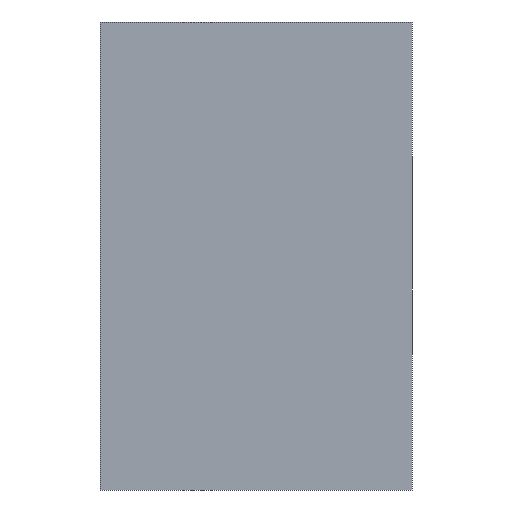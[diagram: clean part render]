
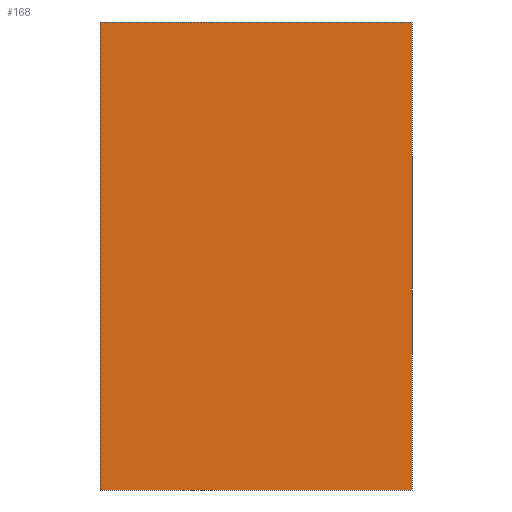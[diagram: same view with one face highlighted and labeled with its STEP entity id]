
A CAD part, front view. The second image highlights one B-rep face of the part: STEP entity #168.
In plain terms, the highlighted planar face has unit normal (0, -1, 0).
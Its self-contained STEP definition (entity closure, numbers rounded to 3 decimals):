
#1 = PLANE ( 'NONE',  #139 ) ;
#18 = CARTESIAN_POINT ( 'NONE',  ( 50.8, 0., -76.2 ) ) ;
#24 = CARTESIAN_POINT ( 'NONE',  ( 0., 0., -76.2 ) ) ;
#43 = CARTESIAN_POINT ( 'NONE',  ( 0., 0., -76.2 ) ) ;
#44 = DIRECTION ( 'NONE',  ( 0., 0., -1. ) ) ;
#46 = DIRECTION ( 'NONE',  ( 0., -1., 0. ) ) ;
#61 = CARTESIAN_POINT ( 'NONE',  ( 0., 0., 0. ) ) ;
#68 = CARTESIAN_POINT ( 'NONE',  ( 50.8, 0., 0. ) ) ;
#83 = EDGE_CURVE ( 'NONE', #177, #192, #377, .T. ) ;
#88 = EDGE_CURVE ( 'NONE', #192, #186, #357, .T. ) ;
#102 = EDGE_CURVE ( 'NONE', #190, #177, #388, .T. ) ;
#114 = EDGE_CURVE ( 'NONE', #186, #190, #383, .T. ) ;
#139 = AXIS2_PLACEMENT_3D ( 'NONE', #24, #46, #44 ) ;
#168 = ADVANCED_FACE ( 'NONE', ( #390 ), #1, .T. ) ;
#177 = VERTEX_POINT ( 'NONE', #18 ) ;
#180 = CARTESIAN_POINT ( 'NONE',  ( 0., 0., -76.2 ) ) ;
#186 = VERTEX_POINT ( 'NONE', #61 ) ;
#190 = VERTEX_POINT ( 'NONE', #68 ) ;
#192 = VERTEX_POINT ( 'NONE', #43 ) ;
#196 = DIRECTION ( 'NONE',  ( -1., 0., 0. ) ) ;
#202 = CARTESIAN_POINT ( 'NONE',  ( 0., 0., 0. ) ) ;
#205 = DIRECTION ( 'NONE',  ( 0., 0., 1. ) ) ;
#223 = CARTESIAN_POINT ( 'NONE',  ( 50.8, 0., 0. ) ) ;
#232 = DIRECTION ( 'NONE',  ( 0., 0., -1. ) ) ;
#260 = CARTESIAN_POINT ( 'NONE',  ( 0., 0., 0. ) ) ;
#261 = DIRECTION ( 'NONE',  ( 1., 0., 0. ) ) ;
#308 = EDGE_LOOP ( 'NONE', ( #470, #321, #439, #344 ) ) ;
#316 = VECTOR ( 'NONE', #232, 1000. ) ;
#321 = ORIENTED_EDGE ( 'NONE', *, *, #83, .F. ) ;
#323 = VECTOR ( 'NONE', #196, 1000. ) ;
#344 = ORIENTED_EDGE ( 'NONE', *, *, #114, .F. ) ;
#347 = VECTOR ( 'NONE', #205, 1000. ) ;
#357 = LINE ( 'NONE', #202, #347 ) ;
#377 = LINE ( 'NONE', #180, #323 ) ;
#383 = LINE ( 'NONE', #260, #459 ) ;
#388 = LINE ( 'NONE', #223, #316 ) ;
#390 = FACE_OUTER_BOUND ( 'NONE', #308, .T. ) ;
#439 = ORIENTED_EDGE ( 'NONE', *, *, #102, .F. ) ;
#459 = VECTOR ( 'NONE', #261, 1000. ) ;
#470 = ORIENTED_EDGE ( 'NONE', *, *, #88, .F. ) ;
